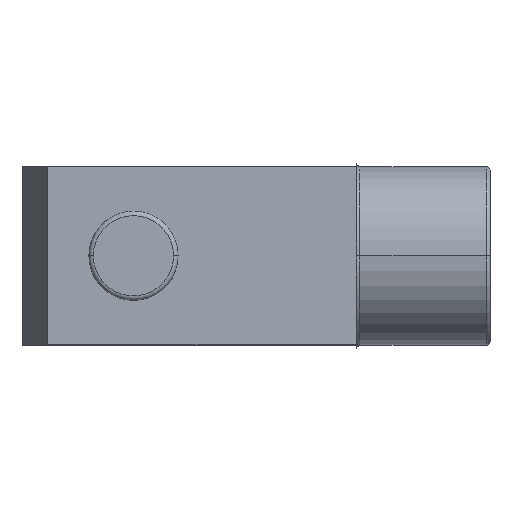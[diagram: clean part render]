
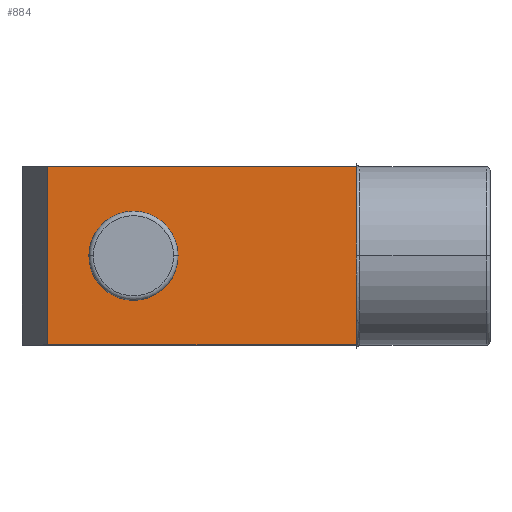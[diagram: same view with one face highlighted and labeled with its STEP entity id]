
A CAD part, top view. The second image highlights one B-rep face of the part: STEP entity #884.
In plain terms, the highlighted planar face has unit normal (0, 0, 1).
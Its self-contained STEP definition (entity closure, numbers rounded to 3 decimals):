
#450=CARTESIAN_POINT('',(-2.,0.,4.));
#451=VERTEX_POINT('',#450);
#469=CARTESIAN_POINT('',(2.,0.,4.));
#470=VERTEX_POINT('',#469);
#477=CARTESIAN_POINT('',(0.,0.,4.));
#478=DIRECTION('',(0.,0.,1.));
#479=DIRECTION('',(-1.,0.,0.));
#480=AXIS2_PLACEMENT_3D('',#477,#478,#479);
#481=CIRCLE('',#480,2.);
#482=EDGE_CURVE('',#470,#451,#481,.T.);
#723=CARTESIAN_POINT('',(10.,-1.143,4.));
#724=VERTEX_POINT('',#723);
#732=CARTESIAN_POINT('',(10.,1.143,4.));
#733=VERTEX_POINT('',#732);
#741=CARTESIAN_POINT('',(10.,1.143,4.));
#742=DIRECTION('',(0.,-1.,0.));
#743=VECTOR('',#742,2.285);
#744=LINE('',#741,#743);
#745=EDGE_CURVE('',#733,#724,#744,.T.);
#759=CARTESIAN_POINT('',(-3.845,4.,4.));
#760=VERTEX_POINT('',#759);
#767=CARTESIAN_POINT('',(10.,4.,4.));
#768=VERTEX_POINT('',#767);
#769=CARTESIAN_POINT('',(-3.845,4.,4.));
#770=DIRECTION('',(1.,0.,-0.));
#771=VECTOR('',#770,13.845);
#772=LINE('',#769,#771);
#773=EDGE_CURVE('',#760,#768,#772,.T.);
#801=CARTESIAN_POINT('',(10.,-4.,4.));
#802=VERTEX_POINT('',#801);
#809=CARTESIAN_POINT('',(-3.845,-4.,4.));
#810=VERTEX_POINT('',#809);
#811=CARTESIAN_POINT('',(-3.845,-4.,4.));
#812=DIRECTION('',(1.,0.,-0.));
#813=VECTOR('',#812,13.845);
#814=LINE('',#811,#813);
#815=EDGE_CURVE('',#810,#802,#814,.T.);
#846=CARTESIAN_POINT('',(-3.845,4.,4.));
#847=DIRECTION('',(0.,0.,-1.));
#848=DIRECTION('',(-1.,0.,0.));
#849=AXIS2_PLACEMENT_3D('',#846,#847,#848);
#850=PLANE('',#849);
#851=ORIENTED_EDGE('',*,*,#482,.F.);
#852=CARTESIAN_POINT('',(0.,0.,4.));
#853=DIRECTION('',(0.,0.,1.));
#854=DIRECTION('',(-1.,0.,0.));
#855=AXIS2_PLACEMENT_3D('',#852,#853,#854);
#856=CIRCLE('',#855,2.);
#857=EDGE_CURVE('',#451,#470,#856,.T.);
#858=ORIENTED_EDGE('',*,*,#857,.F.);
#859=EDGE_LOOP('',(#851,#858));
#860=FACE_BOUND('',#859,.T.);
#861=ORIENTED_EDGE('',*,*,#815,.T.);
#862=CARTESIAN_POINT('',(10.,-1.143,4.));
#863=DIRECTION('',(0.,-1.,0.));
#864=VECTOR('',#863,2.857);
#865=LINE('',#862,#864);
#866=EDGE_CURVE('',#724,#802,#865,.T.);
#867=ORIENTED_EDGE('',*,*,#866,.F.);
#868=ORIENTED_EDGE('',*,*,#745,.F.);
#869=CARTESIAN_POINT('',(10.,4.,4.));
#870=DIRECTION('',(0.,-1.,0.));
#871=VECTOR('',#870,2.857);
#872=LINE('',#869,#871);
#873=EDGE_CURVE('',#768,#733,#872,.T.);
#874=ORIENTED_EDGE('',*,*,#873,.F.);
#875=ORIENTED_EDGE('',*,*,#773,.F.);
#876=CARTESIAN_POINT('',(-3.845,4.,4.));
#877=DIRECTION('',(0.,-1.,0.));
#878=VECTOR('',#877,8.);
#879=LINE('',#876,#878);
#880=EDGE_CURVE('',#760,#810,#879,.T.);
#881=ORIENTED_EDGE('',*,*,#880,.T.);
#882=EDGE_LOOP('',(#861,#867,#868,#874,#875,#881));
#883=FACE_BOUND('',#882,.T.);
#884=ADVANCED_FACE('',(#860,#883),#850,.F.);
